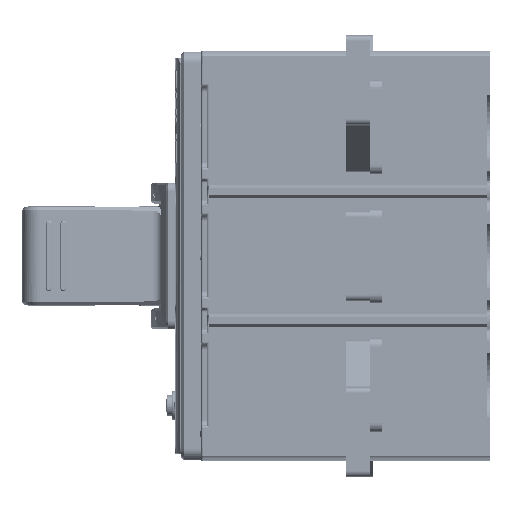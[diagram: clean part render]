
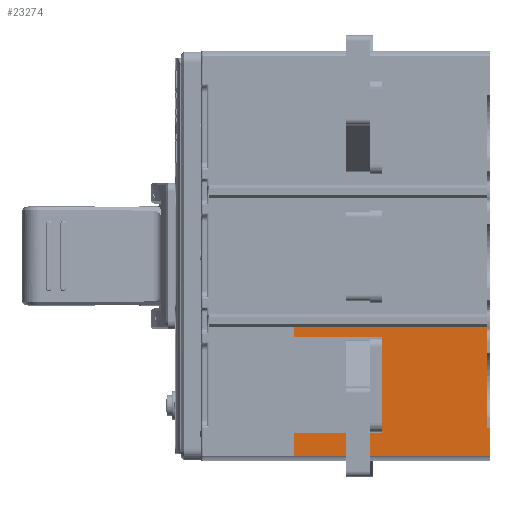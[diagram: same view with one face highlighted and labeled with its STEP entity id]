
A CAD part, left-side view. The second image highlights one B-rep face of the part: STEP entity #23274.
In plain terms, the highlighted planar face has unit normal (-1, 0, 0).
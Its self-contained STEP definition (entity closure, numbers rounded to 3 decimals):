
#3362=DIRECTION('',(0.,0.,-1.));
#3363=VECTOR('',#3362,3.75);
#3364=CARTESIAN_POINT('',(0.,66.,-563.75));
#3365=LINE('',#3364,#3363);
#3686=DIRECTION('',(0.,0.,-1.));
#3687=VECTOR('',#3686,33.);
#3688=CARTESIAN_POINT('',(0.,36.,-567.5));
#3689=LINE('',#3688,#3687);
#3702=DIRECTION('',(0.,-1.,0.));
#3703=VECTOR('',#3702,66.);
#3704=CARTESIAN_POINT('',(0.,66.,-563.75));
#3705=LINE('',#3704,#3703);
#3706=DIRECTION('',(0.,0.,-1.));
#3707=VECTOR('',#3706,34.75);
#3708=CARTESIAN_POINT('',(0.,0.,-563.75));
#3709=LINE('',#3708,#3707);
#3710=DIRECTION('',(0.,-1.,0.));
#3711=VECTOR('',#3710,1.);
#3712=CARTESIAN_POINT('',(0.,0.,-598.5));
#3713=LINE('',#3712,#3711);
#3714=DIRECTION('',(0.,0.,-1.));
#3715=VECTOR('',#3714,9.75);
#3716=CARTESIAN_POINT('',(0.,-1.,-598.5));
#3717=LINE('',#3716,#3715);
#3726=DIRECTION('',(0.,-1.,0.));
#3727=VECTOR('',#3726,30.);
#3728=CARTESIAN_POINT('',(0.,66.,-567.5));
#3729=LINE('',#3728,#3727);
#10944=DIRECTION('',(0.,0.,-1.));
#10945=VECTOR('',#10944,7.75);
#10946=CARTESIAN_POINT('',(0.,66.,-600.5));
#10947=LINE('',#10946,#10945);
#11171=DIRECTION('',(0.,1.,0.));
#11172=VECTOR('',#11171,30.);
#11173=CARTESIAN_POINT('',(0.,36.,-600.5));
#11174=LINE('',#11173,#11172);
#11175=DIRECTION('',(0.,-1.,0.));
#11176=VECTOR('',#11175,67.);
#11177=CARTESIAN_POINT('',(0.,66.,-608.25));
#11178=LINE('',#11177,#11176);
#18240=CARTESIAN_POINT('',(0.,66.,-563.75));
#18241=VERTEX_POINT('',#18240);
#18242=CARTESIAN_POINT('',(0.,66.,-567.5));
#18243=VERTEX_POINT('',#18242);
#18382=CARTESIAN_POINT('',(0.,36.,-567.5));
#18383=CARTESIAN_POINT('',(0.,36.,-600.5));
#18384=VERTEX_POINT('',#18382);
#18385=VERTEX_POINT('',#18383);
#18386=CARTESIAN_POINT('',(0.,0.,-563.75));
#18387=VERTEX_POINT('',#18386);
#18388=CARTESIAN_POINT('',(0.,0.,-598.5));
#18389=VERTEX_POINT('',#18388);
#18390=CARTESIAN_POINT('',(0.,-1.,-598.5));
#18391=VERTEX_POINT('',#18390);
#18392=CARTESIAN_POINT('',(0.,-1.,-608.25));
#18393=VERTEX_POINT('',#18392);
#18394=CARTESIAN_POINT('',(0.,66.,-608.25));
#18395=VERTEX_POINT('',#18394);
#18396=CARTESIAN_POINT('',(0.,66.,-600.5));
#18397=VERTEX_POINT('',#18396);
#23249=CARTESIAN_POINT('',(0.,66.,-610.));
#23250=DIRECTION('',(-1.,0.,0.));
#23251=DIRECTION('',(0.,-1.,0.));
#23252=AXIS2_PLACEMENT_3D('',#23249,#23250,#23251);
#23253=PLANE('',#23252);
#23254=ORIENTED_EDGE('',*,*,#23239,.F.);
#23256=ORIENTED_EDGE('',*,*,#23255,.F.);
#23257=ORIENTED_EDGE('',*,*,#22839,.F.);
#23259=ORIENTED_EDGE('',*,*,#23258,.T.);
#23261=ORIENTED_EDGE('',*,*,#23260,.T.);
#23263=ORIENTED_EDGE('',*,*,#23262,.T.);
#23265=ORIENTED_EDGE('',*,*,#23264,.T.);
#23267=ORIENTED_EDGE('',*,*,#23266,.F.);
#23269=ORIENTED_EDGE('',*,*,#23268,.F.);
#23271=ORIENTED_EDGE('',*,*,#23270,.F.);
#23272=EDGE_LOOP('',(#23254,#23256,#23257,#23259,#23261,#23263,#23265,#23267,
#23269,#23271));
#23273=FACE_OUTER_BOUND('',#23272,.F.);
#23274=ADVANCED_FACE('',(#23273),#23253,.T.);
#22839=EDGE_CURVE('',#18241,#18243,#3365,.T.);
#23239=EDGE_CURVE('',#18384,#18385,#3689,.T.);
#23255=EDGE_CURVE('',#18243,#18384,#3729,.T.);
#23258=EDGE_CURVE('',#18241,#18387,#3705,.T.);
#23260=EDGE_CURVE('',#18387,#18389,#3709,.T.);
#23262=EDGE_CURVE('',#18389,#18391,#3713,.T.);
#23264=EDGE_CURVE('',#18391,#18393,#3717,.T.);
#23266=EDGE_CURVE('',#18395,#18393,#11178,.T.);
#23268=EDGE_CURVE('',#18397,#18395,#10947,.T.);
#23270=EDGE_CURVE('',#18385,#18397,#11174,.T.);
